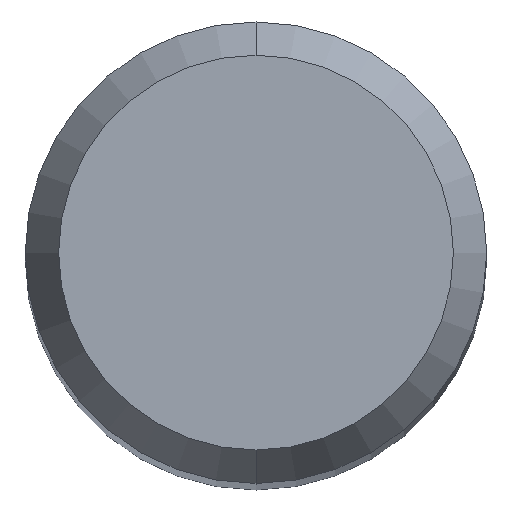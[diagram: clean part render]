
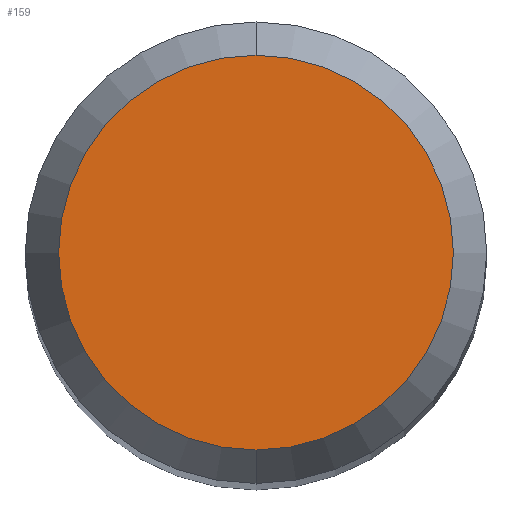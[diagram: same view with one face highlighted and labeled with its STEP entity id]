
A CAD part, top view. The second image highlights one B-rep face of the part: STEP entity #159.
In plain terms, the highlighted planar face has unit normal (0, 0, 1).
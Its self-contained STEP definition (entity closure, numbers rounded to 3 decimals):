
#117=EDGE_CURVE('',#181,#205,#272,.T.);
#157=EDGE_CURVE('',#205,#181,#316,.T.);
#159=ADVANCED_FACE('',(#318),#319,.T.);
#181=VERTEX_POINT('',#344);
#205=VERTEX_POINT('',#370);
#272=CIRCLE('',#439,1.358);
#316=CIRCLE('',#498,1.358);
#318=FACE_OUTER_BOUND('',#500,.T.);
#319=PLANE('',#501);
#344=CARTESIAN_POINT('',(0.0,1.358,0.));
#370=CARTESIAN_POINT('',(0.,-1.358,0.));
#439=AXIS2_PLACEMENT_3D('',#636,#637,#638);
#498=AXIS2_PLACEMENT_3D('',#693,#694,#695);
#500=EDGE_LOOP('',(#697,#698));
#501=AXIS2_PLACEMENT_3D('',#699,#700,#701);
#636=CARTESIAN_POINT('',(0.0,0.0,0.));
#637=DIRECTION('',(0.0,0.0,-1.0));
#638=DIRECTION('',(0.0,1.0,0.0));
#693=CARTESIAN_POINT('',(0.0,0.0,0.));
#694=DIRECTION('',(0.0,0.0,-1.0));
#695=DIRECTION('',(0.0,1.0,0.0));
#697=ORIENTED_EDGE('',*,*,#117,.F.);
#698=ORIENTED_EDGE('',*,*,#157,.F.);
#699=CARTESIAN_POINT('',(0.0,0.679,0.));
#700=DIRECTION('',(-0.0,0.0,1.0));
#701=DIRECTION('',(0.0,-1.0,0.0));
